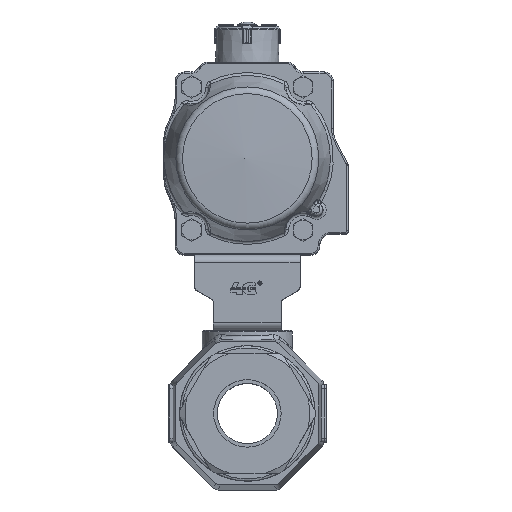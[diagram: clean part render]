
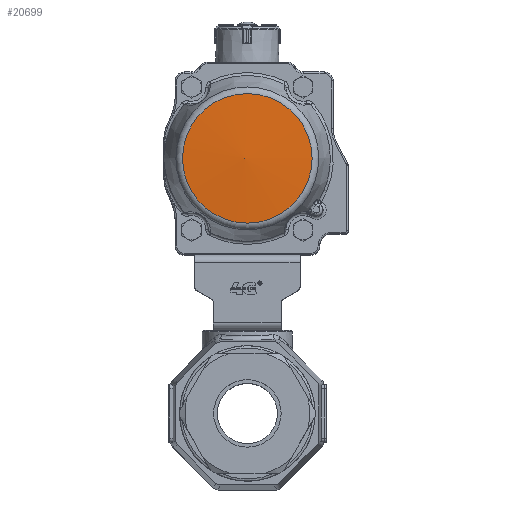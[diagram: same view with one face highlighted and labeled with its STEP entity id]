
A CAD part, top view. The second image highlights one B-rep face of the part: STEP entity #20699.
In plain terms, the highlighted toroidal (fillet/blend) face has major radius 0.793 mm and minor radius 540 mm.
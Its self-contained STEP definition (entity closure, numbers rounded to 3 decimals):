
#21=DEGENERATE_TOROIDAL_SURFACE('',#22765,0.793,540.,.F.);
#94=VERTEX_LOOP('',#13720);
#8803=ORIENTED_EDGE('',*,*,#11810,.T.);
#11810=EDGE_CURVE('',#13719,#13719,#14722,.T.);
#13719=VERTEX_POINT('',#38772);
#13720=VERTEX_POINT('',#38773);
#14722=CIRCLE('',#22766,43.034);
#16115=EDGE_LOOP('',(#8803));
#17529=FACE_BOUND('',#16115,.T.);
#17530=FACE_BOUND('',#94,.T.);
#20699=ADVANCED_FACE('',(#17529,#17530),#21,.F.);
#22765=AXIS2_PLACEMENT_3D('',#38770,#27910,#27911);
#22766=AXIS2_PLACEMENT_3D('',#38771,#27912,#27913);
#27910=DIRECTION('',(0.,0.,1.));
#27911=DIRECTION('',(1.,0.,0.));
#27912=DIRECTION('',(0.,0.,-1.));
#27913=DIRECTION('',(-1.,0.,0.));
#38770=CARTESIAN_POINT('',(0.,0.,404.899));
#38771=CARTESIAN_POINT('',(0.,0.,-133.319));
#38772=CARTESIAN_POINT('',(-43.034,0.,-133.319));
#38773=CARTESIAN_POINT('',(0.,0.,-135.1));
